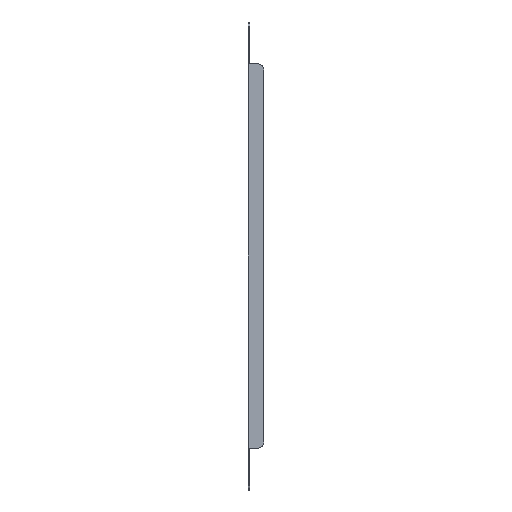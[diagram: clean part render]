
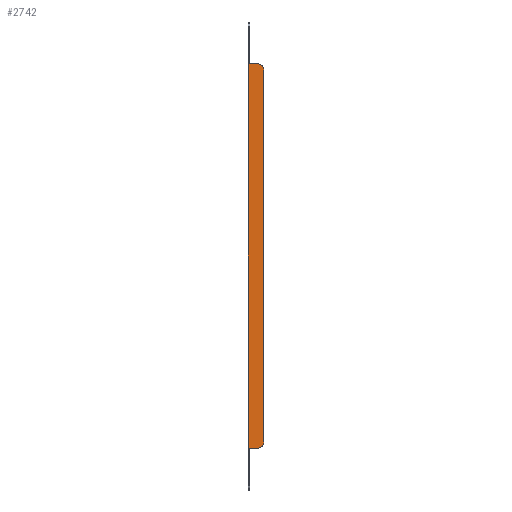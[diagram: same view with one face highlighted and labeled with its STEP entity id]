
A CAD part, front view. The second image highlights one B-rep face of the part: STEP entity #2742.
In plain terms, the highlighted planar face has unit normal (0, -1, 0).
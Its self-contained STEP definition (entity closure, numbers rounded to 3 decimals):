
#44 = EDGE_CURVE ( 'NONE', #1767, #1468, #1318, .T. ) ;
#56 = EDGE_CURVE ( 'NONE', #2157, #1053, #526, .T. ) ;
#179 = CARTESIAN_POINT ( 'NONE',  ( 0., -11., -152. ) ) ;
#232 = DIRECTION ( 'NONE',  ( -1., 0., 0. ) ) ;
#386 = ORIENTED_EDGE ( 'NONE', *, *, #407, .T. ) ;
#407 = EDGE_CURVE ( 'NONE', #771, #3489, #1412, .T. ) ;
#526 = LINE ( 'NONE', #179, #943 ) ;
#566 = CIRCLE ( 'NONE', #1537, 5. ) ;
#771 = VERTEX_POINT ( 'NONE', #3178 ) ;
#840 = CIRCLE ( 'NONE', #3005, 5. ) ;
#943 = VECTOR ( 'NONE', #2246, 1000. ) ;
#1003 = CARTESIAN_POINT ( 'NONE',  ( 5.8, -11., -152. ) ) ;
#1039 = VECTOR ( 'NONE', #1960, 1000. ) ;
#1043 = CARTESIAN_POINT ( 'NONE',  ( -1.2, -11., 152. ) ) ;
#1053 = VERTEX_POINT ( 'NONE', #1003 ) ;
#1127 = EDGE_CURVE ( 'NONE', #1468, #771, #566, .T. ) ;
#1152 = ORIENTED_EDGE ( 'NONE', *, *, #44, .T. ) ;
#1318 = LINE ( 'NONE', #3742, #1039 ) ;
#1327 = CARTESIAN_POINT ( 'NONE',  ( 10.8, -11., 147. ) ) ;
#1342 = DIRECTION ( 'NONE',  ( 0., -1., 0. ) ) ;
#1412 = LINE ( 'NONE', #3386, #3551 ) ;
#1468 = VERTEX_POINT ( 'NONE', #1327 ) ;
#1537 = AXIS2_PLACEMENT_3D ( 'NONE', #3442, #1342, #2203 ) ;
#1630 = DIRECTION ( 'NONE',  ( -1., 0., 0. ) ) ;
#1678 = EDGE_CURVE ( 'NONE', #1053, #1767, #840, .T. ) ;
#1726 = EDGE_CURVE ( 'NONE', #3489, #2157, #1742, .T. ) ;
#1742 = LINE ( 'NONE', #2650, #3218 ) ;
#1767 = VERTEX_POINT ( 'NONE', #3288 ) ;
#1960 = DIRECTION ( 'NONE',  ( 0., 0., 1. ) ) ;
#1999 = FACE_OUTER_BOUND ( 'NONE', #3762, .T. ) ;
#2022 = ORIENTED_EDGE ( 'NONE', *, *, #1678, .T. ) ;
#2081 = DIRECTION ( 'NONE',  ( 0., 0., -1. ) ) ;
#2087 = DIRECTION ( 'NONE',  ( 0., 1., 0. ) ) ;
#2116 = ORIENTED_EDGE ( 'NONE', *, *, #56, .T. ) ;
#2157 = VERTEX_POINT ( 'NONE', #2876 ) ;
#2160 = ORIENTED_EDGE ( 'NONE', *, *, #1127, .T. ) ;
#2203 = DIRECTION ( 'NONE',  ( -1., 0., 0. ) ) ;
#2246 = DIRECTION ( 'NONE',  ( 1., 0., 0. ) ) ;
#2636 = CARTESIAN_POINT ( 'NONE',  ( 5.8, -11., -147. ) ) ;
#2650 = CARTESIAN_POINT ( 'NONE',  ( -1.2, -11., 155.111 ) ) ;
#2742 = ADVANCED_FACE ( 'NONE', ( #1999 ), #3875, .F. ) ;
#2876 = CARTESIAN_POINT ( 'NONE',  ( -1.2, -11., -152. ) ) ;
#2885 = AXIS2_PLACEMENT_3D ( 'NONE', #3796, #2087, #3478 ) ;
#3005 = AXIS2_PLACEMENT_3D ( 'NONE', #2636, #3207, #232 ) ;
#3178 = CARTESIAN_POINT ( 'NONE',  ( 5.8, -11., 152. ) ) ;
#3207 = DIRECTION ( 'NONE',  ( 0., -1., 0. ) ) ;
#3218 = VECTOR ( 'NONE', #2081, 1000. ) ;
#3288 = CARTESIAN_POINT ( 'NONE',  ( 10.8, -11., -147. ) ) ;
#3386 = CARTESIAN_POINT ( 'NONE',  ( 0., -11., 152. ) ) ;
#3442 = CARTESIAN_POINT ( 'NONE',  ( 5.8, -11., 147. ) ) ;
#3478 = DIRECTION ( 'NONE',  ( -1., 0., 0. ) ) ;
#3489 = VERTEX_POINT ( 'NONE', #1043 ) ;
#3501 = ORIENTED_EDGE ( 'NONE', *, *, #1726, .T. ) ;
#3551 = VECTOR ( 'NONE', #1630, 1000. ) ;
#3742 = CARTESIAN_POINT ( 'NONE',  ( 10.8, -11., 0. ) ) ;
#3762 = EDGE_LOOP ( 'NONE', ( #1152, #2160, #386, #3501, #2116, #2022 ) ) ;
#3796 = CARTESIAN_POINT ( 'NONE',  ( 0., -11., 0. ) ) ;
#3875 = PLANE ( 'NONE',  #2885 ) ;
